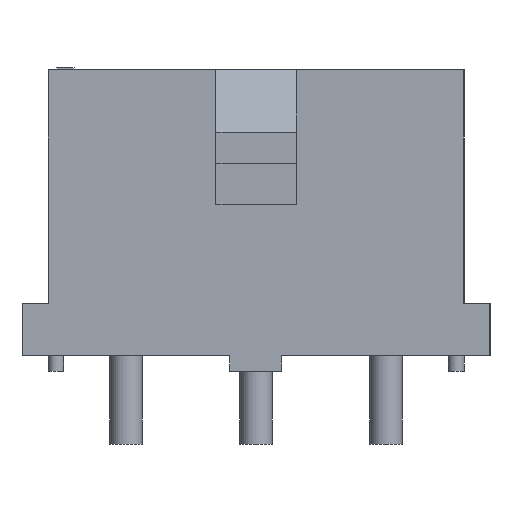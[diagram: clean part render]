
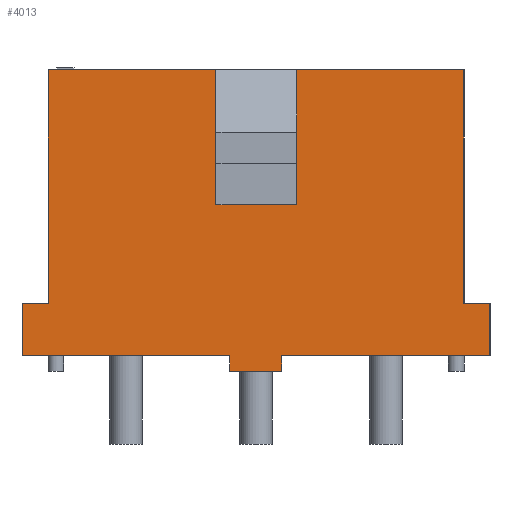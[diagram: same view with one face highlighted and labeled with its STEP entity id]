
A CAD part, left-side view. The second image highlights one B-rep face of the part: STEP entity #4013.
In plain terms, the highlighted planar face has unit normal (-1, 0, 0).
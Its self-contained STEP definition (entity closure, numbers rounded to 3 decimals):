
#3184=CARTESIAN_POINT('',(-10.16,-10.16,14.732));
#3185=VERTEX_POINT('',#3184);
#3186=CARTESIAN_POINT('',(-10.16,-1.981,14.732));
#3187=VERTEX_POINT('',#3186);
#3188=CARTESIAN_POINT('',(-10.16,-10.16,14.732));
#3189=DIRECTION('',(0.0,1.0,0.0));
#3190=VECTOR('',#3189,8.179);
#3191=LINE('',#3188,#3190);
#3192=EDGE_CURVE('',#3185,#3187,#3191,.T.);
#3226=CARTESIAN_POINT('',(-10.16,10.16,14.732));
#3227=VERTEX_POINT('',#3226);
#3234=CARTESIAN_POINT('',(-10.16,1.956,14.732));
#3235=VERTEX_POINT('',#3234);
#3236=CARTESIAN_POINT('',(-10.16,1.956,14.732));
#3237=DIRECTION('',(0.0,1.0,0.0));
#3238=VECTOR('',#3237,8.204);
#3239=LINE('',#3236,#3238);
#3240=EDGE_CURVE('',#3235,#3227,#3239,.T.);
#3822=CARTESIAN_POINT('',(-10.16,-1.981,8.128));
#3823=VERTEX_POINT('',#3822);
#3830=CARTESIAN_POINT('',(-10.16,-1.981,8.128));
#3831=DIRECTION('',(0.0,0.0,1.0));
#3832=VECTOR('',#3831,6.604);
#3833=LINE('',#3830,#3832);
#3834=EDGE_CURVE('',#3823,#3187,#3833,.T.);
#3875=CARTESIAN_POINT('',(-10.16,1.956,8.128));
#3876=VERTEX_POINT('',#3875);
#3901=CARTESIAN_POINT('',(-10.16,1.956,8.128));
#3902=DIRECTION('',(0.0,0.0,1.0));
#3903=VECTOR('',#3902,6.604);
#3904=LINE('',#3901,#3903);
#3905=EDGE_CURVE('',#3876,#3235,#3904,.T.);
#3910=CARTESIAN_POINT('',(-10.16,12.573,-0.737));
#3911=DIRECTION('',(-1.0,0.0,0.0));
#3912=DIRECTION('',(0.0,0.0,1.0));
#3913=AXIS2_PLACEMENT_3D('',#3910,#3911,#3912);
#3914=PLANE('',#3913);
#3915=CARTESIAN_POINT('',(-10.16,-11.43,0.762));
#3916=VERTEX_POINT('',#3915);
#3917=CARTESIAN_POINT('',(-10.16,-11.43,3.302));
#3918=VERTEX_POINT('',#3917);
#3919=CARTESIAN_POINT('',(-10.16,-11.43,0.762));
#3920=DIRECTION('',(0.0,0.0,1.0));
#3921=VECTOR('',#3920,2.54);
#3922=LINE('',#3919,#3921);
#3923=EDGE_CURVE('',#3916,#3918,#3922,.T.);
#3924=ORIENTED_EDGE('',*,*,#3923,.T.);
#3925=CARTESIAN_POINT('',(-10.16,-10.16,3.302));
#3926=VERTEX_POINT('',#3925);
#3927=CARTESIAN_POINT('',(-10.16,-11.43,3.302));
#3928=DIRECTION('',(0.0,1.0,0.0));
#3929=VECTOR('',#3928,1.27);
#3930=LINE('',#3927,#3929);
#3931=EDGE_CURVE('',#3918,#3926,#3930,.T.);
#3932=ORIENTED_EDGE('',*,*,#3931,.T.);
#3933=CARTESIAN_POINT('',(-10.16,-10.16,3.302));
#3934=DIRECTION('',(0.0,0.0,1.0));
#3935=VECTOR('',#3934,11.43);
#3936=LINE('',#3933,#3935);
#3937=EDGE_CURVE('',#3926,#3185,#3936,.T.);
#3938=ORIENTED_EDGE('',*,*,#3937,.T.);
#3939=ORIENTED_EDGE('',*,*,#3192,.T.);
#3940=ORIENTED_EDGE('',*,*,#3834,.F.);
#3941=CARTESIAN_POINT('',(-10.16,-1.981,8.128));
#3942=DIRECTION('',(0.0,1.0,0.0));
#3943=VECTOR('',#3942,3.937);
#3944=LINE('',#3941,#3943);
#3945=EDGE_CURVE('',#3823,#3876,#3944,.T.);
#3946=ORIENTED_EDGE('',*,*,#3945,.T.);
#3947=ORIENTED_EDGE('',*,*,#3905,.T.);
#3948=ORIENTED_EDGE('',*,*,#3240,.T.);
#3949=CARTESIAN_POINT('',(-10.16,10.16,3.302));
#3950=VERTEX_POINT('',#3949);
#3951=CARTESIAN_POINT('',(-10.16,10.16,3.302));
#3952=DIRECTION('',(0.0,0.0,1.0));
#3953=VECTOR('',#3952,11.43);
#3954=LINE('',#3951,#3953);
#3955=EDGE_CURVE('',#3950,#3227,#3954,.T.);
#3956=ORIENTED_EDGE('',*,*,#3955,.F.);
#3957=CARTESIAN_POINT('',(-10.16,11.43,3.302));
#3958=VERTEX_POINT('',#3957);
#3959=CARTESIAN_POINT('',(-10.16,10.16,3.302));
#3960=DIRECTION('',(0.0,1.0,0.0));
#3961=VECTOR('',#3960,1.27);
#3962=LINE('',#3959,#3961);
#3963=EDGE_CURVE('',#3950,#3958,#3962,.T.);
#3964=ORIENTED_EDGE('',*,*,#3963,.T.);
#3965=CARTESIAN_POINT('',(-10.16,11.43,0.762));
#3966=VERTEX_POINT('',#3965);
#3967=CARTESIAN_POINT('',(-10.16,11.43,0.762));
#3968=DIRECTION('',(0.0,0.0,1.0));
#3969=VECTOR('',#3968,2.54);
#3970=LINE('',#3967,#3969);
#3971=EDGE_CURVE('',#3966,#3958,#3970,.T.);
#3972=ORIENTED_EDGE('',*,*,#3971,.F.);
#3973=CARTESIAN_POINT('',(-10.16,1.27,0.762));
#3974=VERTEX_POINT('',#3973);
#3975=CARTESIAN_POINT('',(-10.16,1.27,0.762));
#3976=DIRECTION('',(0.0,1.0,0.0));
#3977=VECTOR('',#3976,10.16);
#3978=LINE('',#3975,#3977);
#3979=EDGE_CURVE('',#3974,#3966,#3978,.T.);
#3980=ORIENTED_EDGE('',*,*,#3979,.F.);
#3981=CARTESIAN_POINT('',(-10.16,1.27,0.0));
#3982=VERTEX_POINT('',#3981);
#3983=CARTESIAN_POINT('',(-10.16,1.27,0.762));
#3984=DIRECTION('',(0.0,0.0,-1.0));
#3985=VECTOR('',#3984,0.762);
#3986=LINE('',#3983,#3985);
#3987=EDGE_CURVE('',#3974,#3982,#3986,.T.);
#3988=ORIENTED_EDGE('',*,*,#3987,.T.);
#3989=CARTESIAN_POINT('',(-10.16,-1.27,0.0));
#3990=VERTEX_POINT('',#3989);
#3991=CARTESIAN_POINT('',(-10.16,-1.27,0.0));
#3992=DIRECTION('',(0.0,1.0,0.0));
#3993=VECTOR('',#3992,2.54);
#3994=LINE('',#3991,#3993);
#3995=EDGE_CURVE('',#3990,#3982,#3994,.T.);
#3996=ORIENTED_EDGE('',*,*,#3995,.F.);
#3997=CARTESIAN_POINT('',(-10.16,-1.27,0.762));
#3998=VERTEX_POINT('',#3997);
#3999=CARTESIAN_POINT('',(-10.16,-1.27,0.762));
#4000=DIRECTION('',(0.0,0.0,-1.0));
#4001=VECTOR('',#4000,0.762);
#4002=LINE('',#3999,#4001);
#4003=EDGE_CURVE('',#3998,#3990,#4002,.T.);
#4004=ORIENTED_EDGE('',*,*,#4003,.F.);
#4005=CARTESIAN_POINT('',(-10.16,-11.43,0.762));
#4006=DIRECTION('',(0.0,1.0,0.0));
#4007=VECTOR('',#4006,10.16);
#4008=LINE('',#4005,#4007);
#4009=EDGE_CURVE('',#3916,#3998,#4008,.T.);
#4010=ORIENTED_EDGE('',*,*,#4009,.F.);
#4011=EDGE_LOOP('',(#3924,#3932,#3938,#3939,#3940,#3946,#3947,#3948,#3956,#3964,#3972,#3980,#3988,#3996,#4004,#4010));
#4012=FACE_OUTER_BOUND('',#4011,.T.);
#4013=ADVANCED_FACE('',(#4012),#3914,.T.);
